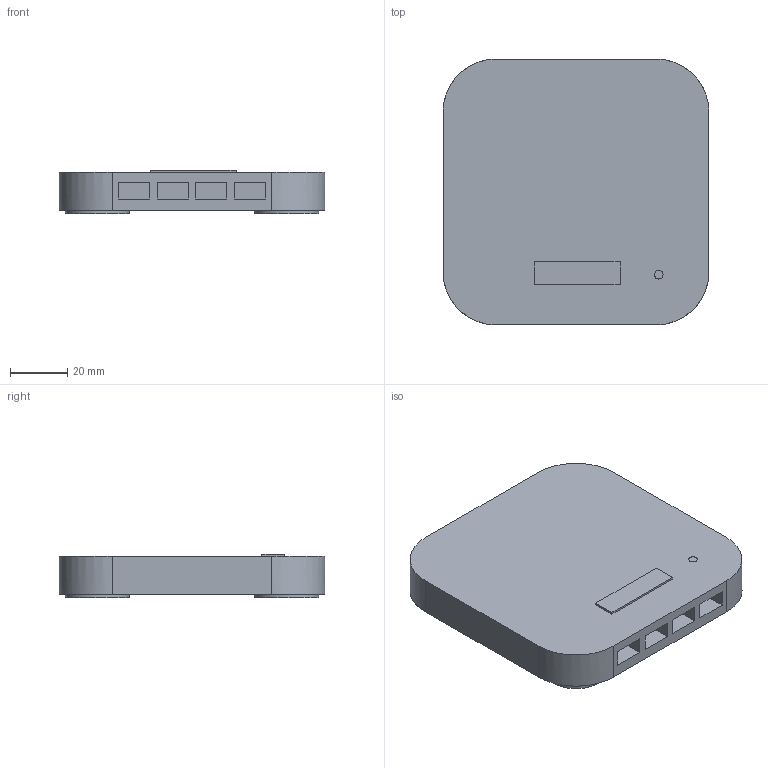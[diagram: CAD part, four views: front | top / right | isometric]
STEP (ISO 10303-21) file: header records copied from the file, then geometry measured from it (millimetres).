
FILE_DESCRIPTION(('FreeCAD Model'),'2;1');
FILE_NAME('Saleae_Logic.step', '2020-04-14T21:55:34',('Author'),(''), 'Open CASCADE STEP processor 7.3','FreeCAD','Unknown');
FILE_SCHEMA(('AUTOMOTIVE_DESIGN { 1 0 10303 214 1 1 1 1 }'));
Length unit declared in the file: millimetre
Products named in the file (1): Pad002
Bounding box: 92.75 x 92.75 x 15.1 mm (x, y, z)
Volume: 109841.6 mm3; surface area: 22881.7 mm2
Topology: 1 solids, 1 shells, 54 faces, 131 edges, 86 vertices
Faces by surface type: plane 42, cylinder 12
Full cylindrical faces by diameter (mm): 3 x1, 22.3 x4
Entity records: 1881 total; most frequent: DIRECTION 273, CARTESIAN_POINT 272, ORIENTED_EDGE 262, EDGE_CURVE 131, LINE 99, VECTOR 99, AXIS2_PLACEMENT_3D 87, VERTEX_POINT 86
